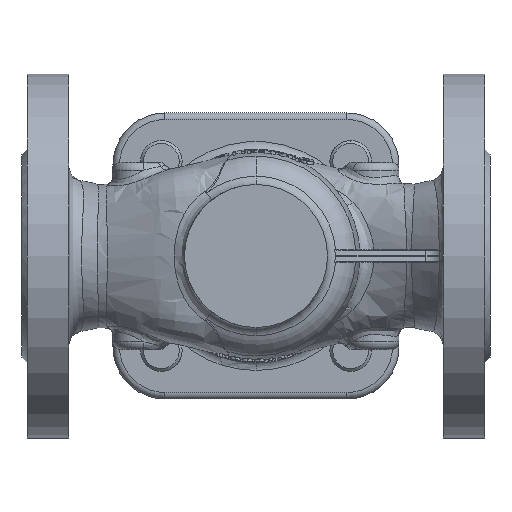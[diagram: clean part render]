
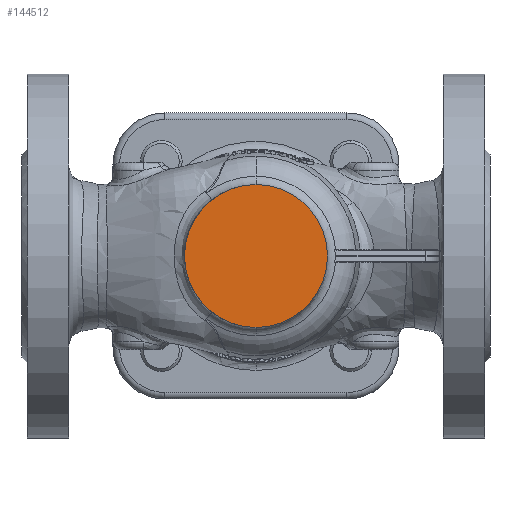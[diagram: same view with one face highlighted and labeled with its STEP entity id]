
A CAD part, front view. The second image highlights one B-rep face of the part: STEP entity #144512.
In plain terms, the highlighted planar face has unit normal (0, -1, 0).
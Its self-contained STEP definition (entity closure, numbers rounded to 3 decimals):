
#3303 = VERTEX_POINT ( 'NONE', #143443 ) ;
#9038 = EDGE_CURVE ( 'NONE', #165265, #3303, #126409, .T. ) ;
#12537 = CARTESIAN_POINT ( 'NONE',  ( 0., -71., 27.5 ) ) ;
#18271 = CARTESIAN_POINT ( 'NONE',  ( 0., -71., 0. ) ) ;
#31045 = DIRECTION ( 'NONE',  ( 0., 0., 1. ) ) ;
#51209 = CARTESIAN_POINT ( 'NONE',  ( 0., -71., 0. ) ) ;
#59662 = DIRECTION ( 'NONE',  ( 0., 1., 0. ) ) ;
#63747 = AXIS2_PLACEMENT_3D ( 'NONE', #51209, #64028, #153179 ) ;
#64028 = DIRECTION ( 'NONE',  ( 0., -1., 0. ) ) ;
#64882 = EDGE_LOOP ( 'NONE', ( #136753, #160181 ) ) ;
#86539 = AXIS2_PLACEMENT_3D ( 'NONE', #18271, #107312, #31045 ) ;
#96026 = EDGE_CURVE ( 'NONE', #3303, #165265, #124680, .T. ) ;
#107312 = DIRECTION ( 'NONE',  ( 0., 1., 0. ) ) ;
#114710 = PLANE ( 'NONE',  #63747 ) ;
#124321 = AXIS2_PLACEMENT_3D ( 'NONE', #135975, #59662, #148801 ) ;
#124680 = CIRCLE ( 'NONE', #86539, 27.5 ) ;
#126409 = CIRCLE ( 'NONE', #124321, 27.5 ) ;
#135975 = CARTESIAN_POINT ( 'NONE',  ( 0., -71., 0. ) ) ;
#136753 = ORIENTED_EDGE ( 'NONE', *, *, #96026, .F. ) ;
#143443 = CARTESIAN_POINT ( 'NONE',  ( 0., -71., -27.5 ) ) ;
#144512 = ADVANCED_FACE ( 'NONE', ( #161643 ), #114710, .T. ) ;
#148801 = DIRECTION ( 'NONE',  ( 0., 0., 1. ) ) ;
#153179 = DIRECTION ( 'NONE',  ( 0., 0., -1. ) ) ;
#160181 = ORIENTED_EDGE ( 'NONE', *, *, #9038, .F. ) ;
#161643 = FACE_OUTER_BOUND ( 'NONE', #64882, .T. ) ;
#165265 = VERTEX_POINT ( 'NONE', #12537 ) ;
